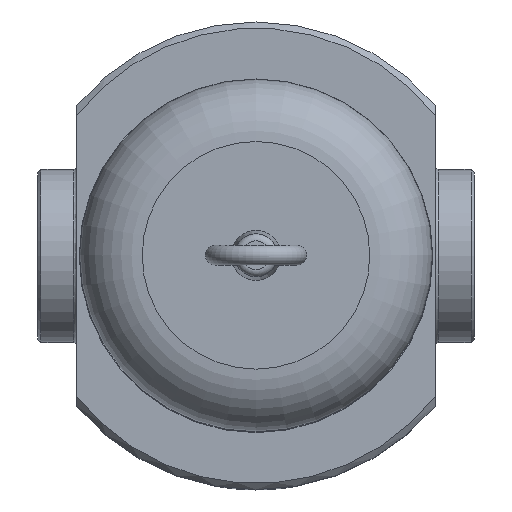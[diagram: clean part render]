
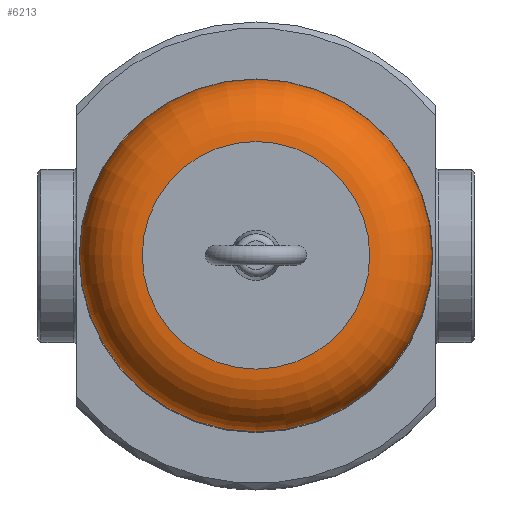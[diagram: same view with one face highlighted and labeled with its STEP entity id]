
A CAD part, top view. The second image highlights one B-rep face of the part: STEP entity #6213.
In plain terms, the highlighted toroidal (fillet/blend) face has major radius 36.5 mm and minor radius 20 mm.
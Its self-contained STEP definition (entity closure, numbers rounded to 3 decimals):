
#6179=CARTESIAN_POINT('',(-36.5,0.0,120.5));
#6180=VERTEX_POINT('',#6179);
#6181=CARTESIAN_POINT('',(0.,0.0,120.5));
#6182=DIRECTION('',(0.0,0.0,-1.0));
#6183=DIRECTION('',(-1.0,0.0,0.0));
#6184=AXIS2_PLACEMENT_3D('',#6181,#6182,#6183);
#6185=CIRCLE('',#6184,36.5);
#6186=EDGE_CURVE('',#6180,#6180,#6185,.T.);
#6194=CARTESIAN_POINT('',(0.,0.0,100.5));
#6195=DIRECTION('',(0.,0.0,-1.0));
#6196=DIRECTION('',(-1.0,0.0,0.0));
#6197=AXIS2_PLACEMENT_3D('',#6194,#6195,#6196);
#6198=TOROIDAL_SURFACE('',#6197,36.5,20.);
#6199=CARTESIAN_POINT('',(-56.5,0.0,100.5));
#6200=VERTEX_POINT('',#6199);
#6201=CARTESIAN_POINT('',(0.,0.0,100.5));
#6202=DIRECTION('',(0.0,0.0,-1.0));
#6203=DIRECTION('',(-1.0,0.0,0.0));
#6204=AXIS2_PLACEMENT_3D('',#6201,#6202,#6203);
#6205=CIRCLE('',#6204,56.5);
#6206=EDGE_CURVE('',#6200,#6200,#6205,.T.);
#6207=ORIENTED_EDGE('',*,*,#6206,.F.);
#6208=EDGE_LOOP('',(#6207));
#6209=FACE_OUTER_BOUND('',#6208,.T.);
#6210=ORIENTED_EDGE('',*,*,#6186,.T.);
#6211=EDGE_LOOP('',(#6210));
#6212=FACE_BOUND('',#6211,.T.);
#6213=ADVANCED_FACE('',(#6209,#6212),#6198,.T.);
